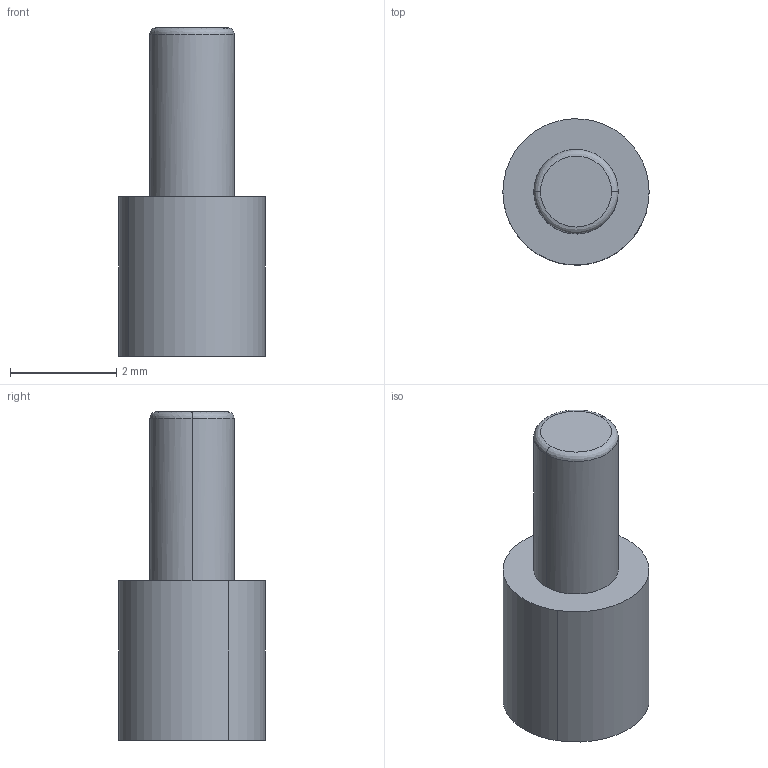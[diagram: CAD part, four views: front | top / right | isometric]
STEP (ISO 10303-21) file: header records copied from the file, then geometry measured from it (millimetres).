
FILE_DESCRIPTION(/* description */ (''),/* implementation_level */ '2;1');
FILE_NAME(/* name */ '20170211_Board_Stack_Spacer',/* time_stamp */ '2017-02-11T14:07:57-08:00',/* author */ (''),/* organization */ (''),/* preprocessor_version */ 'ST-DEVELOPER v15',/* originating_system */ '',/* authorisation */ '');
FILE_SCHEMA (('AUTOMOTIVE_DESIGN'));
Length unit declared in the file: inch
Products named in the file (1): Document
Bounding box: 2.75 x 2.75 x 6.18 mm (x, y, z)
Volume: 21.4 mm3; surface area: 62.8 mm2
Topology: 1 solids, 1 shells, 13 faces, 23 edges, 15 vertices
Faces by surface type: bspline 8, plane 5
Entity records: 410 total; most frequent: CARTESIAN_POINT 237, ORIENTED_EDGE 46, EDGE_CURVE 23, EDGE_LOOP 16, VERTEX_POINT 15, ADVANCED_FACE 13, FACE_OUTER_BOUND 13, DIRECTION 9
